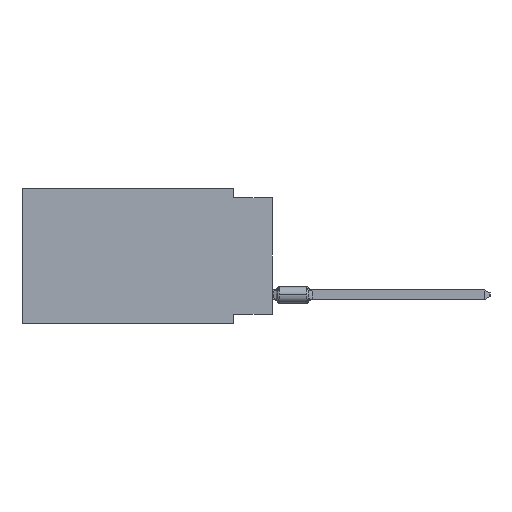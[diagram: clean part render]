
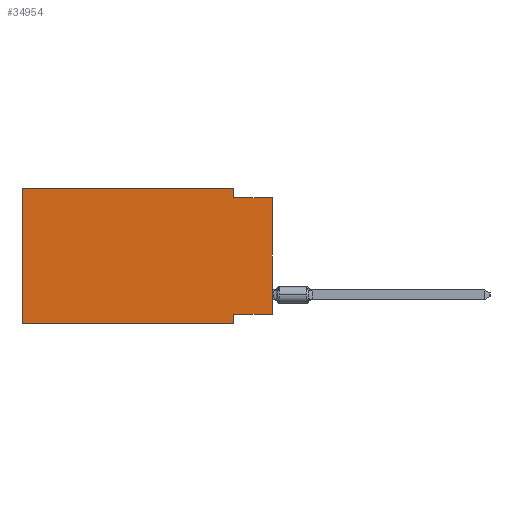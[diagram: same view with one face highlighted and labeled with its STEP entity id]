
A CAD part, left-side view. The second image highlights one B-rep face of the part: STEP entity #34954.
In plain terms, the highlighted planar face has unit normal (-1, 0, 0).
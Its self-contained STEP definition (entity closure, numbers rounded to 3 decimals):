
#297 = EDGE_CURVE ( 'NONE', #33369, #22942, #2039, .T. ) ;
#875 = DIRECTION ( 'NONE',  ( 0., -1., 0. ) ) ;
#1056 = VERTEX_POINT ( 'NONE', #33175 ) ;
#1819 = VERTEX_POINT ( 'NONE', #32413 ) ;
#1874 = DIRECTION ( 'NONE',  ( 0., 0., 1. ) ) ;
#2039 = LINE ( 'NONE', #10238, #17236 ) ;
#2236 = EDGE_CURVE ( 'NONE', #1819, #1056, #22729, .T. ) ;
#3216 = PLANE ( 'NONE',  #29965 ) ;
#4303 = EDGE_CURVE ( 'NONE', #30886, #22709, #14428, .T. ) ;
#4607 = VERTEX_POINT ( 'NONE', #33982 ) ;
#7801 = ORIENTED_EDGE ( 'NONE', *, *, #26196, .T. ) ;
#8646 = VECTOR ( 'NONE', #17017, 1000. ) ;
#8946 = ORIENTED_EDGE ( 'NONE', *, *, #12703, .F. ) ;
#9604 = LINE ( 'NONE', #31058, #32377 ) ;
#10238 = CARTESIAN_POINT ( 'NONE',  ( 0., 16.383, 0. ) ) ;
#10802 = EDGE_CURVE ( 'NONE', #1819, #33369, #17860, .T. ) ;
#12457 = EDGE_LOOP ( 'NONE', ( #7801, #20297, #29392, #31391, #30511, #17377, #8946, #19373 ) ) ;
#12703 = EDGE_CURVE ( 'NONE', #4607, #1056, #9604, .T. ) ;
#14051 = CARTESIAN_POINT ( 'NONE',  ( 0., 16.383, 0. ) ) ;
#14053 = EDGE_CURVE ( 'NONE', #22942, #30886, #25364, .T. ) ;
#14428 = LINE ( 'NONE', #25439, #24161 ) ;
#14973 = CARTESIAN_POINT ( 'NONE',  ( 0., 2.54, -0.635 ) ) ;
#15062 = CARTESIAN_POINT ( 'NONE',  ( 0., 0., 0. ) ) ;
#15646 = EDGE_CURVE ( 'NONE', #19371, #4607, #35114, .T. ) ;
#17017 = DIRECTION ( 'NONE',  ( 0., 0., -1. ) ) ;
#17236 = VECTOR ( 'NONE', #28692, 1000. ) ;
#17377 = ORIENTED_EDGE ( 'NONE', *, *, #2236, .T. ) ;
#17860 = LINE ( 'NONE', #26221, #26107 ) ;
#19371 = VERTEX_POINT ( 'NONE', #27922 ) ;
#19373 = ORIENTED_EDGE ( 'NONE', *, *, #15646, .F. ) ;
#19696 = CARTESIAN_POINT ( 'NONE',  ( 0., 16.383, 0. ) ) ;
#20226 = CARTESIAN_POINT ( 'NONE',  ( 0., 16.383, -8.89 ) ) ;
#20297 = ORIENTED_EDGE ( 'NONE', *, *, #4303, .F. ) ;
#20414 = DIRECTION ( 'NONE',  ( 0., 0., -1. ) ) ;
#22709 = VERTEX_POINT ( 'NONE', #30988 ) ;
#22729 = LINE ( 'NONE', #20226, #34599 ) ;
#22942 = VERTEX_POINT ( 'NONE', #32563 ) ;
#23129 = DIRECTION ( 'NONE',  ( 0., -1., 0. ) ) ;
#23238 = LINE ( 'NONE', #15062, #30354 ) ;
#24161 = VECTOR ( 'NONE', #23129, 1000. ) ;
#25190 = CARTESIAN_POINT ( 'NONE',  ( 0., 2.54, 0. ) ) ;
#25364 = LINE ( 'NONE', #25190, #8646 ) ;
#25439 = CARTESIAN_POINT ( 'NONE',  ( 0., 0., -0.635 ) ) ;
#26107 = VECTOR ( 'NONE', #1874, 1000. ) ;
#26196 = EDGE_CURVE ( 'NONE', #19371, #22709, #23238, .T. ) ;
#26221 = CARTESIAN_POINT ( 'NONE',  ( 0., 16.383, 0. ) ) ;
#27554 = FACE_OUTER_BOUND ( 'NONE', #12457, .T. ) ;
#27719 = DIRECTION ( 'NONE',  ( 0., 0., -1. ) ) ;
#27922 = CARTESIAN_POINT ( 'NONE',  ( 0., 0., -8.255 ) ) ;
#28692 = DIRECTION ( 'NONE',  ( 0., -1., 0. ) ) ;
#29392 = ORIENTED_EDGE ( 'NONE', *, *, #14053, .F. ) ;
#29957 = CARTESIAN_POINT ( 'NONE',  ( 0., 0., -8.255 ) ) ;
#29965 = AXIS2_PLACEMENT_3D ( 'NONE', #14051, #30382, #27719 ) ;
#30354 = VECTOR ( 'NONE', #34567, 1000. ) ;
#30382 = DIRECTION ( 'NONE',  ( 1., 0., 0. ) ) ;
#30511 = ORIENTED_EDGE ( 'NONE', *, *, #10802, .F. ) ;
#30886 = VERTEX_POINT ( 'NONE', #14973 ) ;
#30988 = CARTESIAN_POINT ( 'NONE',  ( 0., 0., -0.635 ) ) ;
#31058 = CARTESIAN_POINT ( 'NONE',  ( 0., 2.54, -8.89 ) ) ;
#31391 = ORIENTED_EDGE ( 'NONE', *, *, #297, .F. ) ;
#32377 = VECTOR ( 'NONE', #20414, 1000. ) ;
#32413 = CARTESIAN_POINT ( 'NONE',  ( 0., 16.383, -8.89 ) ) ;
#32522 = VECTOR ( 'NONE', #32609, 1000. ) ;
#32563 = CARTESIAN_POINT ( 'NONE',  ( 0., 2.54, 0. ) ) ;
#32609 = DIRECTION ( 'NONE',  ( 0., 1., 0. ) ) ;
#33175 = CARTESIAN_POINT ( 'NONE',  ( 0., 2.54, -8.89 ) ) ;
#33369 = VERTEX_POINT ( 'NONE', #19696 ) ;
#33982 = CARTESIAN_POINT ( 'NONE',  ( 0., 2.54, -8.255 ) ) ;
#34567 = DIRECTION ( 'NONE',  ( 0., 0., 1. ) ) ;
#34599 = VECTOR ( 'NONE', #875, 1000. ) ;
#34954 = ADVANCED_FACE ( 'NONE', ( #27554 ), #3216, .F. ) ;
#35114 = LINE ( 'NONE', #29957, #32522 ) ;
